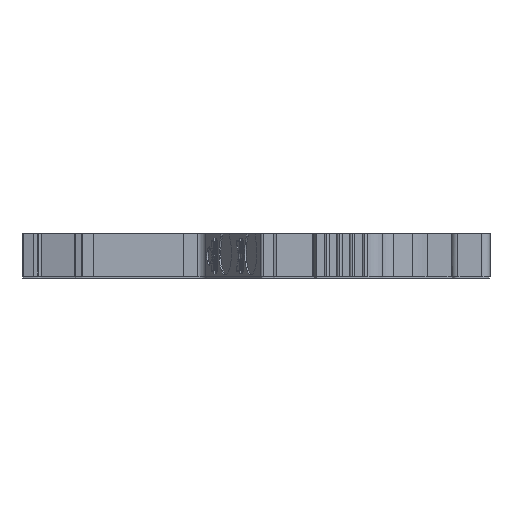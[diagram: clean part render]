
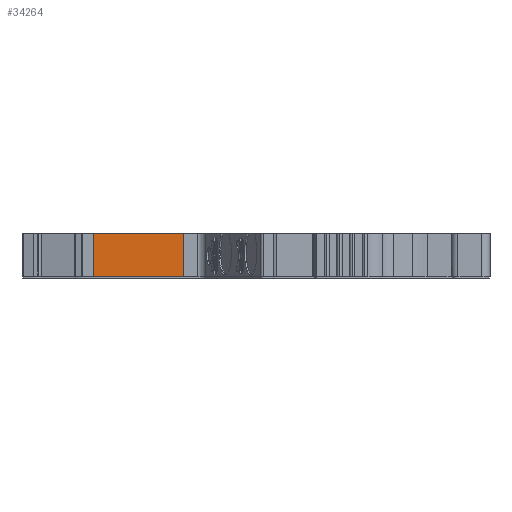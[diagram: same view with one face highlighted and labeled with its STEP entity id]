
A CAD part, left-side view. The second image highlights one B-rep face of the part: STEP entity #34264.
In plain terms, the highlighted planar face has unit normal (-1, 0, 0).
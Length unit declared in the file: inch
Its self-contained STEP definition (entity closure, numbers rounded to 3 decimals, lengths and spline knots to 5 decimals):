
#628 = DIRECTION ( 'NONE',  ( 0., 0., 1. ) ) ;
#696 = VECTOR ( 'NONE', #20211, 39.37008 ) ;
#791 = VERTEX_POINT ( 'NONE', #28843 ) ;
#1522 = EDGE_CURVE ( 'NONE', #31718, #25576, #12081, .T. ) ;
#1985 = VECTOR ( 'NONE', #23318, 39.37008 ) ;
#2031 = AXIS2_PLACEMENT_3D ( 'NONE', #28690, #6755, #3865 ) ;
#2133 = ORIENTED_EDGE ( 'NONE', *, *, #1522, .F. ) ;
#3705 = EDGE_CURVE ( 'NONE', #7627, #31718, #6436, .T. ) ;
#3865 = DIRECTION ( 'NONE',  ( 0., 0., -1. ) ) ;
#5334 = EDGE_CURVE ( 'NONE', #25576, #791, #25784, .T. ) ;
#6436 = LINE ( 'NONE', #25631, #696 ) ;
#6755 = DIRECTION ( 'NONE',  ( 1., 0., 0. ) ) ;
#6888 = CARTESIAN_POINT ( 'NONE',  ( -1.13982, -0.05171, 0.00591 ) ) ;
#6900 = LINE ( 'NONE', #17942, #12393 ) ;
#7627 = VERTEX_POINT ( 'NONE', #34563 ) ;
#8335 = ORIENTED_EDGE ( 'NONE', *, *, #32199, .F. ) ;
#9274 = FACE_OUTER_BOUND ( 'NONE', #10710, .T. ) ;
#9290 = CARTESIAN_POINT ( 'NONE',  ( -1.13982, -0.05171, -0.41466 ) ) ;
#10710 = EDGE_LOOP ( 'NONE', ( #32920, #8335, #14357, #2133 ) ) ;
#12081 = LINE ( 'NONE', #34175, #1985 ) ;
#12393 = VECTOR ( 'NONE', #35317, 39.37008 ) ;
#14357 = ORIENTED_EDGE ( 'NONE', *, *, #5334, .F. ) ;
#17942 = CARTESIAN_POINT ( 'NONE',  ( -1.13982, -1.57779, 0.20276 ) ) ;
#20211 = DIRECTION ( 'NONE',  ( 0., 0., -1. ) ) ;
#23103 = CARTESIAN_POINT ( 'NONE',  ( -1.13982, -0.46521, 0.00591 ) ) ;
#23318 = DIRECTION ( 'NONE',  ( 0., 1., 0. ) ) ;
#23418 = PLANE ( 'NONE',  #2031 ) ;
#23809 = VECTOR ( 'NONE', #628, 39.37008 ) ;
#25576 = VERTEX_POINT ( 'NONE', #6888 ) ;
#25631 = CARTESIAN_POINT ( 'NONE',  ( -1.13982, -0.46521, -0.41466 ) ) ;
#25784 = LINE ( 'NONE', #9290, #23809 ) ;
#28690 = CARTESIAN_POINT ( 'NONE',  ( -1.13982, -0.05171, -0.41466 ) ) ;
#28843 = CARTESIAN_POINT ( 'NONE',  ( -1.13982, -0.05171, 0.20276 ) ) ;
#31718 = VERTEX_POINT ( 'NONE', #23103 ) ;
#32199 = EDGE_CURVE ( 'NONE', #791, #7627, #6900, .T. ) ;
#32920 = ORIENTED_EDGE ( 'NONE', *, *, #3705, .F. ) ;
#34175 = CARTESIAN_POINT ( 'NONE',  ( -1.13982, -1.61127, 0.00591 ) ) ;
#34264 = ADVANCED_FACE ( 'NONE', ( #9274 ), #23418, .F. ) ;
#34563 = CARTESIAN_POINT ( 'NONE',  ( -1.13982, -0.46521, 0.20276 ) ) ;
#35317 = DIRECTION ( 'NONE',  ( 0., -1., 0. ) ) ;
